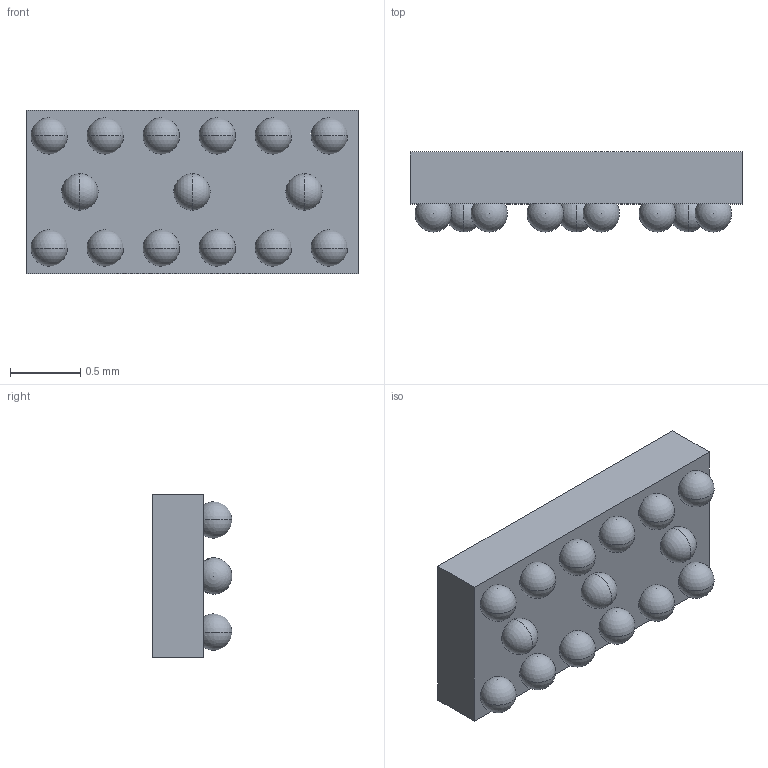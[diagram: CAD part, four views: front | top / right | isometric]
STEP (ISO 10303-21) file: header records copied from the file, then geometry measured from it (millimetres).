
FILE_DESCRIPTION (( 'STEP AP214' ), '1' );
FILE_NAME ('PCMF3USB3SZ.STEP', '2022-09-20T06:58:57', ( '' ), ( '' ), 'SwSTEP 2.0', 'SolidWorks 2018', '' );
FILE_SCHEMA (( 'AUTOMOTIVE_DESIGN' ));
Length unit declared in the file: millimetre
Products named in the file (1): PCMF3USB3SZ
Bounding box: 2.37 x 0.57 x 1.17 mm (x, y, z)
Volume: 1.2 mm3; surface area: 12.2 mm2
Topology: 21 solids, 21 shells, 66 faces, 192 edges, 128 vertices
Faces by surface type: sphere 40, plane 26
Entity records: 2416 total; most frequent: DIRECTION 306, CARTESIAN_POINT 227, ORIENTED_EDGE 184, AXIS2_PLACEMENT_3D 147, EDGE_CURVE 92, UNCERTAINTY_MEASURE_WITH_UNIT 89, FILL_AREA_STYLE 88, COLOUR_RGB 88
